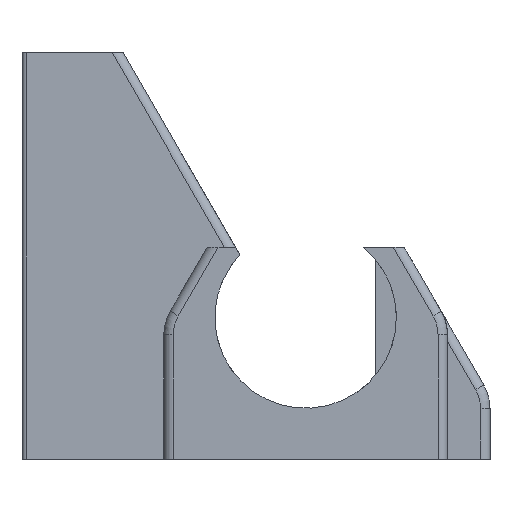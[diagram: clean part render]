
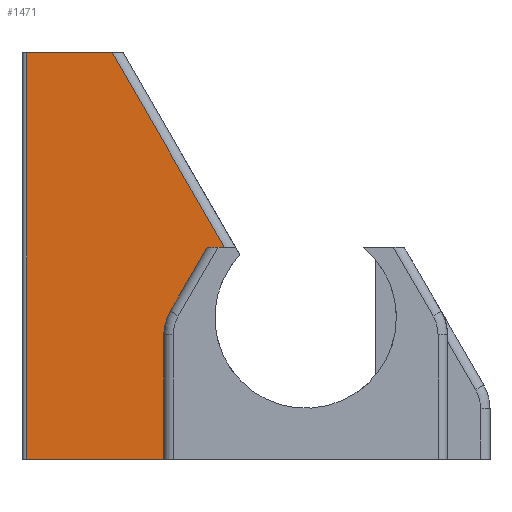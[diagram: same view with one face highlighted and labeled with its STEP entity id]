
A CAD part, front view. The second image highlights one B-rep face of the part: STEP entity #1471.
In plain terms, the highlighted planar face has unit normal (0, -1, 0).
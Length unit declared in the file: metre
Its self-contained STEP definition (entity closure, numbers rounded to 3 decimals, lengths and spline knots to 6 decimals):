
#89=CIRCLE('',#1560,0.005);
#375=ORIENTED_EDGE('',*,*,#726,.F.);
#376=ORIENTED_EDGE('',*,*,#723,.F.);
#377=ORIENTED_EDGE('',*,*,#655,.T.);
#378=ORIENTED_EDGE('',*,*,#652,.T.);
#379=ORIENTED_EDGE('',*,*,#649,.F.);
#380=ORIENTED_EDGE('',*,*,#727,.F.);
#381=ORIENTED_EDGE('',*,*,#636,.F.);
#382=ORIENTED_EDGE('',*,*,#728,.T.);
#636=EDGE_CURVE('',#835,#836,#969,.T.);
#649=EDGE_CURVE('',#846,#847,#979,.T.);
#652=EDGE_CURVE('',#849,#847,#89,.T.);
#655=EDGE_CURVE('',#851,#849,#983,.T.);
#723=EDGE_CURVE('',#851,#893,#1017,.T.);
#726=EDGE_CURVE('',#893,#894,#1018,.T.);
#727=EDGE_CURVE('',#836,#846,#1019,.T.);
#728=EDGE_CURVE('',#835,#894,#1020,.T.);
#835=VERTEX_POINT('',#2277);
#836=VERTEX_POINT('',#2279);
#846=VERTEX_POINT('',#2304);
#847=VERTEX_POINT('',#2306);
#849=VERTEX_POINT('',#2312);
#851=VERTEX_POINT('',#2318);
#893=VERTEX_POINT('',#2457);
#894=VERTEX_POINT('',#2462);
#969=LINE('',#2278,#1108);
#979=LINE('',#2305,#1118);
#983=LINE('',#2317,#1122);
#1017=LINE('',#2456,#1156);
#1018=LINE('',#2461,#1157);
#1019=LINE('',#2463,#1158);
#1020=LINE('',#2464,#1159);
#1108=VECTOR('',#1807,1.);
#1118=VECTOR('',#1829,1.);
#1122=VECTOR('',#1841,1.);
#1156=VECTOR('',#1993,1.);
#1157=VECTOR('',#2000,1.);
#1158=VECTOR('',#2001,1.);
#1159=VECTOR('',#2002,1.);
#1246=EDGE_LOOP('',(#375,#376,#377,#378,#379,#380,#381,#382));
#1339=FACE_BOUND('',#1246,.T.);
#1399=PLANE('',#1623);
#1471=ADVANCED_FACE('',(#1339),#1399,.T.);
#1560=AXIS2_PLACEMENT_3D('',#2311,#1835,#1836);
#1623=AXIS2_PLACEMENT_3D('',#2460,#1998,#1999);
#1807=DIRECTION('',(0.5,0.,-0.866));
#1829=DIRECTION('',(-0.5,0.,-0.866));
#1835=DIRECTION('',(0.,1.,0.));
#1836=DIRECTION('',(-0.966,0.,0.259));
#1841=DIRECTION('',(0.,0.,1.));
#1993=DIRECTION('',(-1.,0.,0.));
#1998=DIRECTION('',(0.,-1.,0.));
#1999=DIRECTION('',(0.,0.,-1.));
#2000=DIRECTION('',(0.,0.,1.));
#2001=DIRECTION('',(-1.,0.,0.));
#2002=DIRECTION('',(-1.,0.,0.));
#2277=CARTESIAN_POINT('',(0.127541,0.689753,-0.03));
#2278=CARTESIAN_POINT('',(0.132011,0.689753,-0.037742));
#2279=CARTESIAN_POINT('',(0.139421,0.689753,-0.050575));
#2304=CARTESIAN_POINT('',(0.137575,0.689753,-0.050575));
#2305=CARTESIAN_POINT('',(0.13229,0.689753,-0.05973));
#2306=CARTESIAN_POINT('',(0.13367,0.689753,-0.05734));
#2311=CARTESIAN_POINT('',(0.138,0.689753,-0.05984));
#2312=CARTESIAN_POINT('',(0.133,0.689753,-0.05984));
#2317=CARTESIAN_POINT('',(0.133,0.689753,-0.073));
#2318=CARTESIAN_POINT('',(0.133,0.689753,-0.073));
#2456=CARTESIAN_POINT('',(0.138607,0.689753,-0.073));
#2457=CARTESIAN_POINT('',(0.1185,0.689753,-0.073));
#2460=CARTESIAN_POINT('',(0.127712,0.689753,-0.04988));
#2461=CARTESIAN_POINT('',(0.1185,0.689753,-0.04994));
#2462=CARTESIAN_POINT('',(0.1185,0.689753,-0.03));
#2463=CARTESIAN_POINT('',(0.132644,0.689753,-0.050575));
#2464=CARTESIAN_POINT('',(0.121,0.689753,-0.03));
